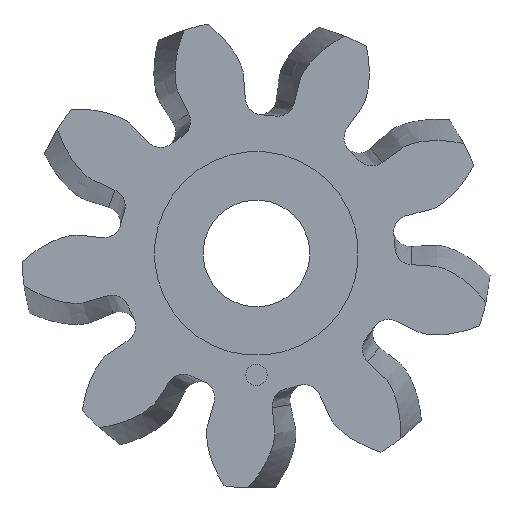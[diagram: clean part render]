
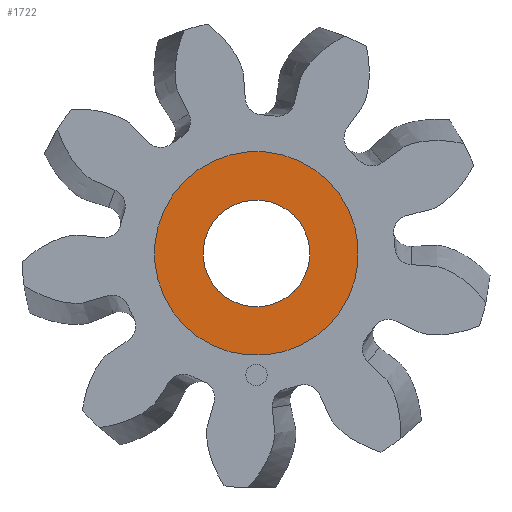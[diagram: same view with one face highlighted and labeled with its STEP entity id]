
A CAD part, front view. The second image highlights one B-rep face of the part: STEP entity #1722.
In plain terms, the highlighted planar face has unit normal (0, -1, 0).
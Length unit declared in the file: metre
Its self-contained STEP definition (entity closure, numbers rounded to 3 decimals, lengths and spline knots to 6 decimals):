
#140=PLANE('',#1876);
#779=ORIENTED_EDGE('',*,*,#1059,.T.);
#780=ORIENTED_EDGE('',*,*,#795,.T.);
#795=EDGE_CURVE('',#1066,#1066,#1238,.T.);
#1059=EDGE_CURVE('',#1231,#1231,#1340,.T.);
#1066=VERTEX_POINT('',#2191);
#1231=VERTEX_POINT('',#10750);
#1238=CIRCLE('',#1745,0.00239);
#1340=CIRCLE('',#1877,0.00125);
#1452=EDGE_LOOP('',(#779));
#1453=EDGE_LOOP('',(#780));
#1573=FACE_BOUND('',#1452,.T.);
#1574=FACE_BOUND('',#1453,.T.);
#1722=ADVANCED_FACE('',(#1573,#1574),#140,.F.);
#1745=AXIS2_PLACEMENT_3D('',#2190,#1896,#1897);
#1876=AXIS2_PLACEMENT_3D('',#10748,#2158,#2159);
#1877=AXIS2_PLACEMENT_3D('',#10749,#2160,#2161);
#1896=DIRECTION('',(0.,-1.,0.));
#1897=DIRECTION('',(0.087,0.,-0.996));
#2158=DIRECTION('',(0.,1.,0.));
#2159=DIRECTION('',(-0.996,0.,-0.087));
#2160=DIRECTION('',(0.,1.,0.));
#2161=DIRECTION('',(-0.087,0.,0.996));
#2190=CARTESIAN_POINT('',(0.,-0.0026,0.));
#2191=CARTESIAN_POINT('',(0.000208,-0.0026,-0.002381));
#10748=CARTESIAN_POINT('',(-0.00012,-0.0026,-0.000011));
#10749=CARTESIAN_POINT('',(0.,-0.0026,0.));
#10750=CARTESIAN_POINT('',(-0.000109,-0.0026,0.001245));
